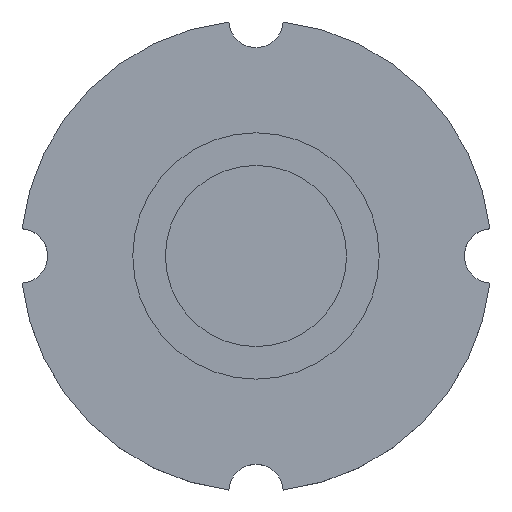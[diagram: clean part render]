
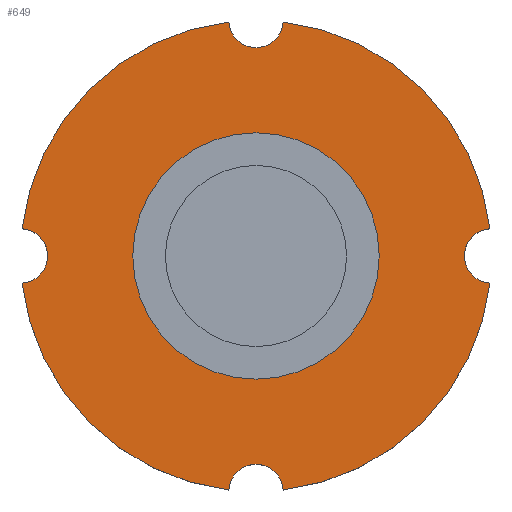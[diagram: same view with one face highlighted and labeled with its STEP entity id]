
A CAD part, top view. The second image highlights one B-rep face of the part: STEP entity #649.
In plain terms, the highlighted planar face has unit normal (0, 0, 1).
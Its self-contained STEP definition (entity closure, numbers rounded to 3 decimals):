
#20=FACE_BOUND('',#166,.T.);
#53=CIRCLE('',#692,13.6);
#68=CIRCLE('',#723,3.);
#70=CIRCLE('',#726,26.);
#72=CIRCLE('',#729,3.);
#74=CIRCLE('',#732,26.);
#76=CIRCLE('',#735,3.);
#78=CIRCLE('',#738,26.);
#80=CIRCLE('',#741,3.);
#82=CIRCLE('',#744,26.);
#121=FACE_OUTER_BOUND('',#165,.T.);
#165=EDGE_LOOP('',(#559,#560,#561,#562,#563,#564,#565,#566));
#166=EDGE_LOOP('',(#567));
#292=VERTEX_POINT('',#1052);
#305=VERTEX_POINT('',#1103);
#306=VERTEX_POINT('',#1104);
#309=VERTEX_POINT('',#1112);
#311=VERTEX_POINT('',#1118);
#313=VERTEX_POINT('',#1124);
#315=VERTEX_POINT('',#1130);
#317=VERTEX_POINT('',#1136);
#319=VERTEX_POINT('',#1142);
#365=EDGE_CURVE('',#292,#292,#53,.T.);
#387=EDGE_CURVE('',#305,#306,#68,.T.);
#391=EDGE_CURVE('',#305,#309,#70,.T.);
#394=EDGE_CURVE('',#311,#309,#72,.T.);
#397=EDGE_CURVE('',#311,#313,#74,.T.);
#400=EDGE_CURVE('',#315,#313,#76,.T.);
#403=EDGE_CURVE('',#315,#317,#78,.T.);
#406=EDGE_CURVE('',#319,#317,#80,.T.);
#409=EDGE_CURVE('',#319,#306,#82,.T.);
#559=ORIENTED_EDGE('',*,*,#409,.T.);
#560=ORIENTED_EDGE('',*,*,#387,.F.);
#561=ORIENTED_EDGE('',*,*,#391,.T.);
#562=ORIENTED_EDGE('',*,*,#394,.F.);
#563=ORIENTED_EDGE('',*,*,#397,.T.);
#564=ORIENTED_EDGE('',*,*,#400,.F.);
#565=ORIENTED_EDGE('',*,*,#403,.T.);
#566=ORIENTED_EDGE('',*,*,#406,.F.);
#567=ORIENTED_EDGE('',*,*,#365,.T.);
#610=PLANE('',#746);
#649=ADVANCED_FACE('',(#121,#20),#610,.T.);
#692=AXIS2_PLACEMENT_3D('',#1053,#835,#836);
#723=AXIS2_PLACEMENT_3D('',#1105,#904,#905);
#726=AXIS2_PLACEMENT_3D('',#1113,#912,#913);
#729=AXIS2_PLACEMENT_3D('',#1119,#919,#920);
#732=AXIS2_PLACEMENT_3D('',#1125,#926,#927);
#735=AXIS2_PLACEMENT_3D('',#1131,#933,#934);
#738=AXIS2_PLACEMENT_3D('',#1137,#940,#941);
#741=AXIS2_PLACEMENT_3D('',#1143,#947,#948);
#744=AXIS2_PLACEMENT_3D('',#1148,#954,#955);
#746=AXIS2_PLACEMENT_3D('',#1150,#958,#959);
#835=DIRECTION('center_axis',(0.,0.,-1.));
#836=DIRECTION('ref_axis',(-1.,0.,0.));
#904=DIRECTION('center_axis',(0.,0.,1.));
#905=DIRECTION('ref_axis',(0.998,0.058,0.));
#912=DIRECTION('center_axis',(0.,0.,1.));
#913=DIRECTION('ref_axis',(0.115,-0.993,0.));
#919=DIRECTION('center_axis',(0.,0.,1.));
#920=DIRECTION('ref_axis',(-0.058,0.998,0.));
#926=DIRECTION('center_axis',(0.,0.,1.));
#927=DIRECTION('ref_axis',(0.993,0.115,0.));
#933=DIRECTION('center_axis',(0.,0.,1.));
#934=DIRECTION('ref_axis',(-0.998,-0.058,0.));
#940=DIRECTION('center_axis',(0.,0.,1.));
#941=DIRECTION('ref_axis',(-0.115,0.993,0.));
#947=DIRECTION('center_axis',(0.,0.,1.));
#948=DIRECTION('ref_axis',(0.058,-0.998,0.));
#954=DIRECTION('center_axis',(0.,0.,1.));
#955=DIRECTION('ref_axis',(-0.993,-0.115,0.));
#958=DIRECTION('center_axis',(0.,0.,1.));
#959=DIRECTION('ref_axis',(1.,0.,0.));
#1052=CARTESIAN_POINT('',(13.6,0.,110.));
#1053=CARTESIAN_POINT('Origin',(0.,0.,110.));
#1103=CARTESIAN_POINT('',(2.995,-25.827,110.));
#1104=CARTESIAN_POINT('',(-2.995,-25.827,110.));
#1105=CARTESIAN_POINT('Origin',(0.,-26.,
110.));
#1112=CARTESIAN_POINT('',(25.827,-2.995,110.));
#1113=CARTESIAN_POINT('Origin',(0.,0.,110.));
#1118=CARTESIAN_POINT('',(25.827,2.995,110.));
#1119=CARTESIAN_POINT('Origin',(26.,0.,110.));
#1124=CARTESIAN_POINT('',(2.995,25.827,110.));
#1125=CARTESIAN_POINT('Origin',(0.,0.,110.));
#1130=CARTESIAN_POINT('',(-2.995,25.827,110.));
#1131=CARTESIAN_POINT('Origin',(0.,26.,
110.));
#1136=CARTESIAN_POINT('',(-25.827,2.995,110.));
#1137=CARTESIAN_POINT('Origin',(0.,0.,110.));
#1142=CARTESIAN_POINT('',(-25.827,-2.995,110.));
#1143=CARTESIAN_POINT('Origin',(-26.,0.,
110.));
#1148=CARTESIAN_POINT('Origin',(0.,0.,110.));
#1150=CARTESIAN_POINT('Origin',(0.,0.,110.));
